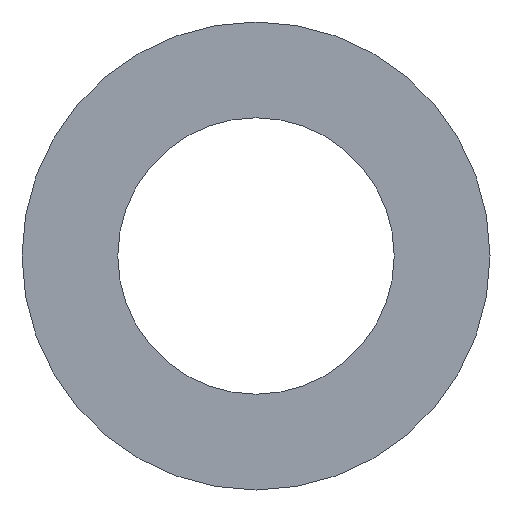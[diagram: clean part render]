
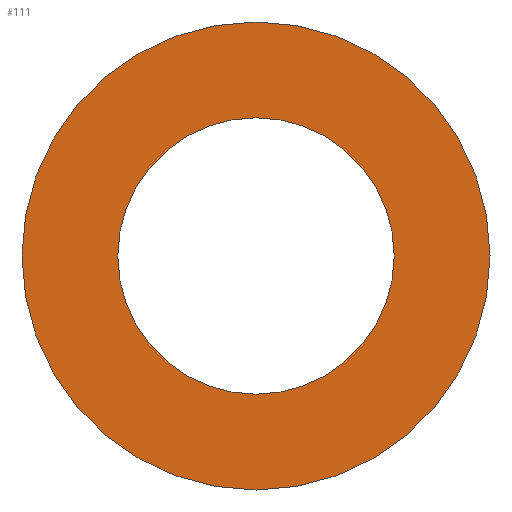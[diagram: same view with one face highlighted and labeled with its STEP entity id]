
A CAD part, front view. The second image highlights one B-rep face of the part: STEP entity #111.
In plain terms, the highlighted planar face has unit normal (0, -1, 0).
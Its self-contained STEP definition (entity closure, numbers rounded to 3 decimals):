
#1 = CIRCLE ( 'NONE', #59, 6.35 ) ;
#11 = DIRECTION ( 'NONE',  ( 0., 1., 0. ) ) ;
#14 = EDGE_CURVE ( 'NONE', #132, #134, #150, .T. ) ;
#19 = ORIENTED_EDGE ( 'NONE', *, *, #133, .F. ) ;
#22 = CARTESIAN_POINT ( 'NONE',  ( 0., -1.587, 6.35 ) ) ;
#23 = CARTESIAN_POINT ( 'NONE',  ( 0., -1.587, 0. ) ) ;
#28 = CIRCLE ( 'NONE', #49, 3.75 ) ;
#30 = FACE_BOUND ( 'NONE', #45, .T. ) ;
#39 = CARTESIAN_POINT ( 'NONE',  ( 0., -1.587, 0. ) ) ;
#45 = EDGE_LOOP ( 'NONE', ( #138, #173 ) ) ;
#49 = AXIS2_PLACEMENT_3D ( 'NONE', #100, #144, #66 ) ;
#53 = CARTESIAN_POINT ( 'NONE',  ( 0., -1.587, 3.75 ) ) ;
#55 = EDGE_CURVE ( 'NONE', #134, #132, #28, .T. ) ;
#57 = DIRECTION ( 'NONE',  ( 0., 1., 0. ) ) ;
#59 = AXIS2_PLACEMENT_3D ( 'NONE', #23, #205, #148 ) ;
#66 = DIRECTION ( 'NONE',  ( 0., 0., 1. ) ) ;
#67 = PLANE ( 'NONE',  #177 ) ;
#79 = VERTEX_POINT ( 'NONE', #22 ) ;
#86 = EDGE_LOOP ( 'NONE', ( #19, #208 ) ) ;
#90 = VERTEX_POINT ( 'NONE', #124 ) ;
#100 = CARTESIAN_POINT ( 'NONE',  ( 0., -1.587, 0. ) ) ;
#102 = CARTESIAN_POINT ( 'NONE',  ( 0., -1.587, -3.75 ) ) ;
#106 = AXIS2_PLACEMENT_3D ( 'NONE', #39, #57, #113 ) ;
#111 = ADVANCED_FACE ( 'NONE', ( #154, #30 ), #67, .F. ) ;
#113 = DIRECTION ( 'NONE',  ( 0., 0., 1. ) ) ;
#118 = EDGE_CURVE ( 'NONE', #79, #90, #164, .T. ) ;
#124 = CARTESIAN_POINT ( 'NONE',  ( 0., -1.587, -6.35 ) ) ;
#125 = CARTESIAN_POINT ( 'NONE',  ( 0., -1.587, 0. ) ) ;
#132 = VERTEX_POINT ( 'NONE', #53 ) ;
#133 = EDGE_CURVE ( 'NONE', #90, #79, #1, .T. ) ;
#134 = VERTEX_POINT ( 'NONE', #102 ) ;
#138 = ORIENTED_EDGE ( 'NONE', *, *, #55, .T. ) ;
#142 = CARTESIAN_POINT ( 'NONE',  ( 0., -1.587, 0. ) ) ;
#144 = DIRECTION ( 'NONE',  ( 0., 1., 0. ) ) ;
#146 = DIRECTION ( 'NONE',  ( 0., 1., 0. ) ) ;
#148 = DIRECTION ( 'NONE',  ( 0., 0., 1. ) ) ;
#150 = CIRCLE ( 'NONE', #175, 3.75 ) ;
#154 = FACE_OUTER_BOUND ( 'NONE', #86, .T. ) ;
#162 = DIRECTION ( 'NONE',  ( 0., 0., 1. ) ) ;
#164 = CIRCLE ( 'NONE', #106, 6.35 ) ;
#173 = ORIENTED_EDGE ( 'NONE', *, *, #14, .T. ) ;
#175 = AXIS2_PLACEMENT_3D ( 'NONE', #142, #11, #200 ) ;
#177 = AXIS2_PLACEMENT_3D ( 'NONE', #125, #146, #162 ) ;
#200 = DIRECTION ( 'NONE',  ( 0., 0., 1. ) ) ;
#205 = DIRECTION ( 'NONE',  ( 0., 1., 0. ) ) ;
#208 = ORIENTED_EDGE ( 'NONE', *, *, #118, .F. ) ;
